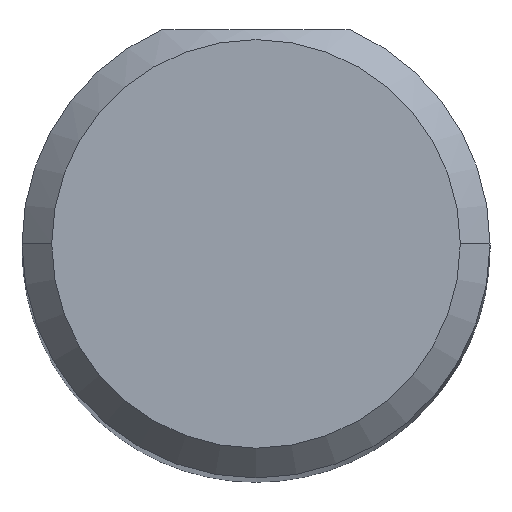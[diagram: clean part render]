
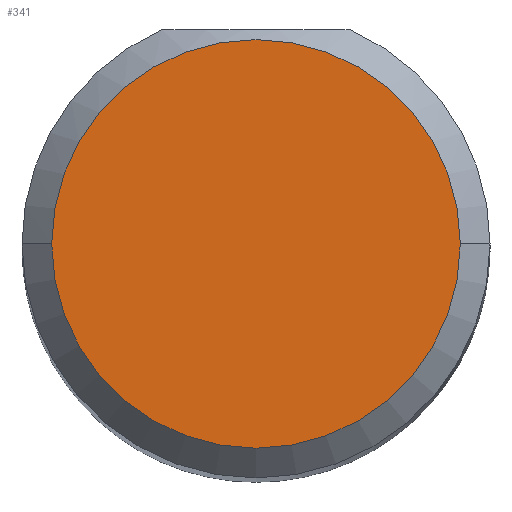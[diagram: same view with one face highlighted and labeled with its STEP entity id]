
A CAD part, top view. The second image highlights one B-rep face of the part: STEP entity #341.
In plain terms, the highlighted planar face has unit normal (0, 0, 1).
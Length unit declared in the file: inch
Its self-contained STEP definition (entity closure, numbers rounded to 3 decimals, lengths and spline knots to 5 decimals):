
#17 = CARTESIAN_POINT ( 'NONE',  ( 0., 0., 2.24409 ) ) ;
#42 = FACE_OUTER_BOUND ( 'NONE', #259, .T. ) ;
#43 = VERTEX_POINT ( 'NONE', #98 ) ;
#86 = ORIENTED_EDGE ( 'NONE', *, *, #122, .T. ) ;
#87 = DIRECTION ( 'NONE',  ( 1., 0., 0. ) ) ;
#98 = CARTESIAN_POINT ( 'NONE',  ( -0.10311, 0., 2.24409 ) ) ;
#122 = EDGE_CURVE ( 'NONE', #316, #43, #184, .T. ) ;
#126 = CARTESIAN_POINT ( 'NONE',  ( 0., 0., 2.24409 ) ) ;
#133 = DIRECTION ( 'NONE',  ( 0., 0., 1. ) ) ;
#139 = AXIS2_PLACEMENT_3D ( 'NONE', #332, #250, #410 ) ;
#184 = CIRCLE ( 'NONE', #139, 0.10311 ) ;
#250 = DIRECTION ( 'NONE',  ( 0., 0., 1. ) ) ;
#259 = EDGE_LOOP ( 'NONE', ( #419, #86 ) ) ;
#287 = EDGE_CURVE ( 'NONE', #43, #316, #324, .T. ) ;
#296 = CARTESIAN_POINT ( 'NONE',  ( 0.10311, 0., 2.24409 ) ) ;
#299 = AXIS2_PLACEMENT_3D ( 'NONE', #126, #133, #87 ) ;
#307 = DIRECTION ( 'NONE',  ( 1., 0., 0. ) ) ;
#316 = VERTEX_POINT ( 'NONE', #296 ) ;
#324 = CIRCLE ( 'NONE', #299, 0.10311 ) ;
#332 = CARTESIAN_POINT ( 'NONE',  ( 0., 0., 2.24409 ) ) ;
#341 = ADVANCED_FACE ( 'NONE', ( #42 ), #346, .T. ) ;
#346 = PLANE ( 'NONE',  #430 ) ;
#410 = DIRECTION ( 'NONE',  ( 1., 0., 0. ) ) ;
#419 = ORIENTED_EDGE ( 'NONE', *, *, #287, .T. ) ;
#430 = AXIS2_PLACEMENT_3D ( 'NONE', #17, #508, #307 ) ;
#508 = DIRECTION ( 'NONE',  ( 0., 0., 1. ) ) ;
